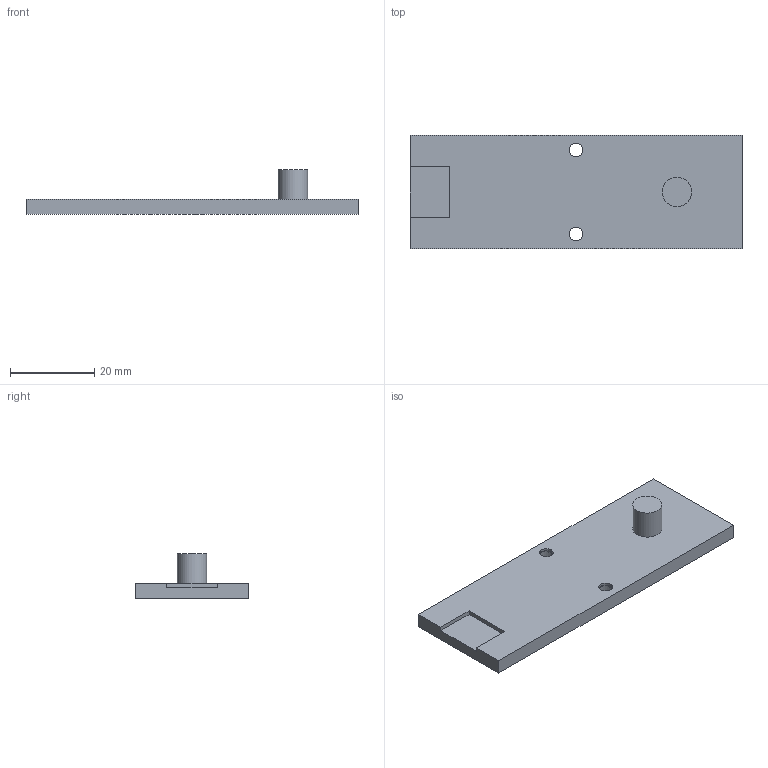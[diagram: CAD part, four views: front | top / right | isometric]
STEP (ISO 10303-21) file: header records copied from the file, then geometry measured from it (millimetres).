
FILE_DESCRIPTION(('FreeCAD Model'),'2;1');
FILE_NAME('Open CASCADE Shape Model','2025-02-04T11:04:59',('Author'),( ''),'Open CASCADE STEP processor 7.7','FreeCAD','Unknown');
FILE_SCHEMA(('AUTOMOTIVE_DESIGN { 1 0 10303 214 1 1 1 1 }'));
Length unit declared in the file: millimetre
Products named in the file (1): lid
Bounding box: 79 x 27 x 10.6 mm (x, y, z)
Volume: 7665.6 mm3; surface area: 5291.2 mm2
Topology: 1 solids, 1 shells, 40 faces, 109 edges, 72 vertices
Faces by surface type: plane 35, cylinder 5
Full cylindrical faces by diameter (mm): 3.25 x2, 6 x2, 7 x1
Entity records: 1297 total; most frequent: CARTESIAN_POINT 224, DIRECTION 221, ORIENTED_EDGE 218, EDGE_CURVE 109, LINE 75, VECTOR 75, AXIS2_PLACEMENT_3D 73, VERTEX_POINT 72
